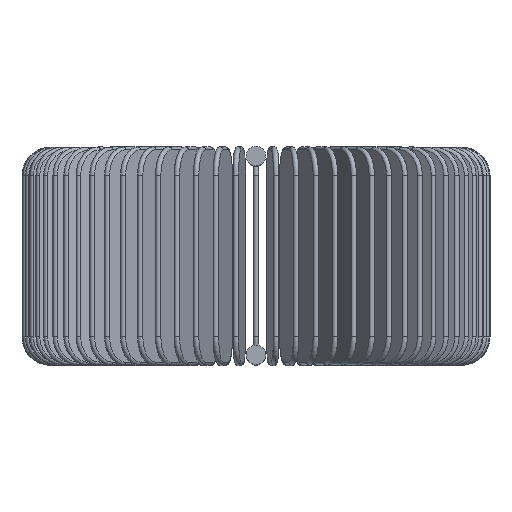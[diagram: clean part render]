
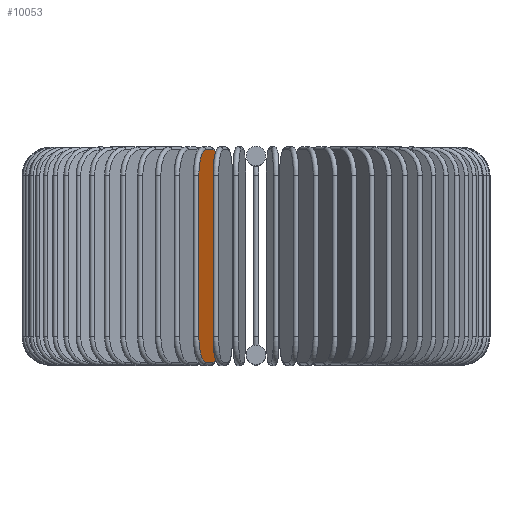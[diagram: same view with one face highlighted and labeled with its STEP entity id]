
A CAD part, top view. The second image highlights one B-rep face of the part: STEP entity #10053.
In plain terms, the highlighted planar face has unit normal (0.966, 0, 0.259).
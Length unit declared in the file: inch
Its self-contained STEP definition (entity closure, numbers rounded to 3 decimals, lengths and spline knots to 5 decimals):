
#9881=DIRECTION('',(0.,-1.,0.));
#9882=VECTOR('',#9881,0.284);
#9883=CARTESIAN_POINT('',(-0.10051,0.334,0.39443));
#9884=LINE('',#9883,#9882);
#9885=CARTESIAN_POINT('',(-0.08886,0.334,0.35096));
#9886=DIRECTION('',(0.966,0.,0.259));
#9887=DIRECTION('',(0.,1.,0.));
#9888=AXIS2_PLACEMENT_3D('',#9885,#9886,#9887);
#9890=DIRECTION('',(-0.259,0.,0.966));
#9891=VECTOR('',#9890,0.05);
#9892=CARTESIAN_POINT('',(-0.07592,0.379,0.30266));
#9893=LINE('',#9892,#9891);
#9894=CARTESIAN_POINT('',(-0.07592,0.334,0.30266));
#9895=DIRECTION('',(0.966,0.,0.259));
#9896=DIRECTION('',(0.259,0.,-0.966));
#9897=AXIS2_PLACEMENT_3D('',#9894,#9895,#9896);
#9899=DIRECTION('',(0.,1.,0.));
#9900=VECTOR('',#9899,0.284);
#9901=CARTESIAN_POINT('',(-0.06428,0.05,0.2592));
#9902=LINE('',#9901,#9900);
#9903=CARTESIAN_POINT('',(-0.07592,0.05,0.30266));
#9904=DIRECTION('',(0.966,0.,0.259));
#9905=DIRECTION('',(0.,-1.,0.));
#9906=AXIS2_PLACEMENT_3D('',#9903,#9904,#9905);
#9908=DIRECTION('',(0.259,0.,-0.966));
#9909=VECTOR('',#9908,0.05);
#9910=CARTESIAN_POINT('',(-0.08886,0.005,0.35096));
#9911=LINE('',#9910,#9909);
#9912=CARTESIAN_POINT('',(-0.08886,0.05,0.35096));
#9913=DIRECTION('',(0.966,0.,0.259));
#9914=DIRECTION('',(-0.259,0.,0.966));
#9915=AXIS2_PLACEMENT_3D('',#9912,#9913,#9914);
#9951=CARTESIAN_POINT('',(-0.10051,0.334,0.39443));
#9952=CARTESIAN_POINT('',(-0.10051,0.05,0.39443));
#9953=VERTEX_POINT('',#9951);
#9954=VERTEX_POINT('',#9952);
#9957=CARTESIAN_POINT('',(-0.08886,0.005,0.35096));
#9958=VERTEX_POINT('',#9957);
#9961=CARTESIAN_POINT('',(-0.07592,0.005,0.30266));
#9962=VERTEX_POINT('',#9961);
#9965=CARTESIAN_POINT('',(-0.06428,0.05,0.2592));
#9966=VERTEX_POINT('',#9965);
#9969=CARTESIAN_POINT('',(-0.06428,0.334,0.2592));
#9970=VERTEX_POINT('',#9969);
#9973=CARTESIAN_POINT('',(-0.07592,0.379,0.30266));
#9974=VERTEX_POINT('',#9973);
#9977=CARTESIAN_POINT('',(-0.08886,0.379,0.35096));
#9978=VERTEX_POINT('',#9977);
#10032=CARTESIAN_POINT('',(-0.1018,0.,0.39926));
#10033=DIRECTION('',(0.966,0.,0.259));
#10034=DIRECTION('',(0.259,0.,-0.966));
#10035=AXIS2_PLACEMENT_3D('',#10032,#10033,#10034);
#10036=PLANE('',#10035);
#10037=ORIENTED_EDGE('',*,*,#10025,.F.);
#10038=ORIENTED_EDGE('',*,*,#9988,.F.);
#10040=ORIENTED_EDGE('',*,*,#10039,.F.);
#10042=ORIENTED_EDGE('',*,*,#10041,.F.);
#10044=ORIENTED_EDGE('',*,*,#10043,.F.);
#10046=ORIENTED_EDGE('',*,*,#10045,.F.);
#10048=ORIENTED_EDGE('',*,*,#10047,.F.);
#10050=ORIENTED_EDGE('',*,*,#10049,.F.);
#10051=EDGE_LOOP('',(#10037,#10038,#10040,#10042,#10044,#10046,#10048,#10050));
#10052=FACE_OUTER_BOUND('',#10051,.F.);
#9889=CIRCLE('',#9888,0.045);
#9898=CIRCLE('',#9897,0.045);
#9907=CIRCLE('',#9906,0.045);
#9916=CIRCLE('',#9915,0.045);
#9988=EDGE_CURVE('',#9978,#9953,#9889,.T.);
#10025=EDGE_CURVE('',#9953,#9954,#9884,.T.);
#10039=EDGE_CURVE('',#9974,#9978,#9893,.T.);
#10041=EDGE_CURVE('',#9970,#9974,#9898,.T.);
#10043=EDGE_CURVE('',#9966,#9970,#9902,.T.);
#10045=EDGE_CURVE('',#9962,#9966,#9907,.T.);
#10047=EDGE_CURVE('',#9958,#9962,#9911,.T.);
#10049=EDGE_CURVE('',#9954,#9958,#9916,.T.);
#10053=ADVANCED_FACE('',(#10052),#10036,.T.);
